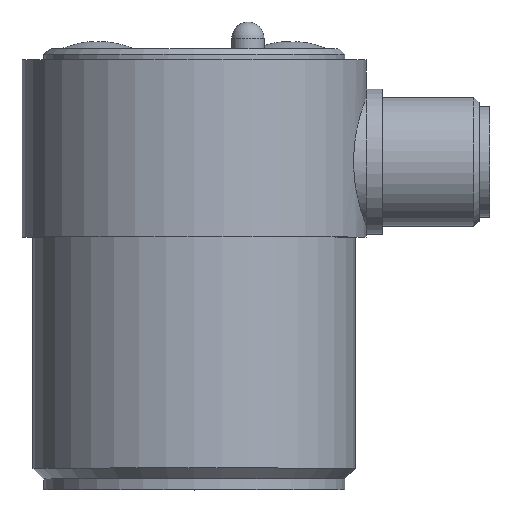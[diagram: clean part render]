
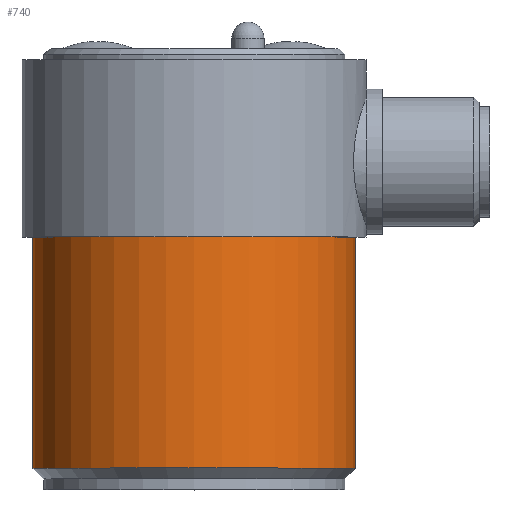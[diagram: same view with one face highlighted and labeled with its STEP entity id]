
A CAD part, top view. The second image highlights one B-rep face of the part: STEP entity #740.
In plain terms, the highlighted cylindrical face has radius 15 mm (diameter 30 mm), a full revolution.
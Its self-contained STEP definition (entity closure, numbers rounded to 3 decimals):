
#66=FACE_OUTER_BOUND('',#118,.T.);
#118=EDGE_LOOP('',(#510,#511,#512,#513,#514));
#183=CIRCLE('',#823,15.);
#184=CIRCLE('',#824,15.);
#185=CIRCLE('',#826,15.);
#241=LINE('',#1241,#275);
#275=VECTOR('',#976,15.);
#319=VERTEX_POINT('',#1234);
#320=VERTEX_POINT('',#1236);
#321=VERTEX_POINT('',#1240);
#393=EDGE_CURVE('',#319,#320,#183,.T.);
#394=EDGE_CURVE('',#320,#319,#184,.T.);
#395=EDGE_CURVE('',#320,#321,#241,.T.);
#396=EDGE_CURVE('',#321,#321,#185,.T.);
#510=ORIENTED_EDGE('',*,*,#393,.F.);
#511=ORIENTED_EDGE('',*,*,#394,.F.);
#512=ORIENTED_EDGE('',*,*,#395,.T.);
#513=ORIENTED_EDGE('',*,*,#396,.T.);
#514=ORIENTED_EDGE('',*,*,#395,.F.);
#667=CYLINDRICAL_SURFACE('',#825,15.);
#740=ADVANCED_FACE('',(#66),#667,.T.);
#823=AXIS2_PLACEMENT_3D('',#1237,#970,#971);
#824=AXIS2_PLACEMENT_3D('',#1238,#972,#973);
#825=AXIS2_PLACEMENT_3D('',#1239,#974,#975);
#826=AXIS2_PLACEMENT_3D('',#1242,#977,#978);
#970=DIRECTION('center_axis',(0.,-1.,0.));
#971=DIRECTION('ref_axis',(-1.,0.,0.));
#972=DIRECTION('center_axis',(0.,-1.,0.));
#973=DIRECTION('ref_axis',(-1.,0.,0.));
#974=DIRECTION('center_axis',(0.,-1.,0.));
#975=DIRECTION('ref_axis',(1.,0.,0.));
#976=DIRECTION('',(0.,1.,0.));
#977=DIRECTION('center_axis',(0.,-1.,0.));
#978=DIRECTION('ref_axis',(1.,0.,0.));
#1234=CARTESIAN_POINT('',(15.,1.,0.));
#1236=CARTESIAN_POINT('',(-15.,1.,0.));
#1237=CARTESIAN_POINT('Origin',(0.,1.,0.));
#1238=CARTESIAN_POINT('Origin',(0.,1.,0.));
#1239=CARTESIAN_POINT('Origin',(0.,11.25,0.));
#1240=CARTESIAN_POINT('',(-15.,22.5,0.));
#1241=CARTESIAN_POINT('',(-15.,11.25,0.));
#1242=CARTESIAN_POINT('Origin',(0.,22.5,0.));
